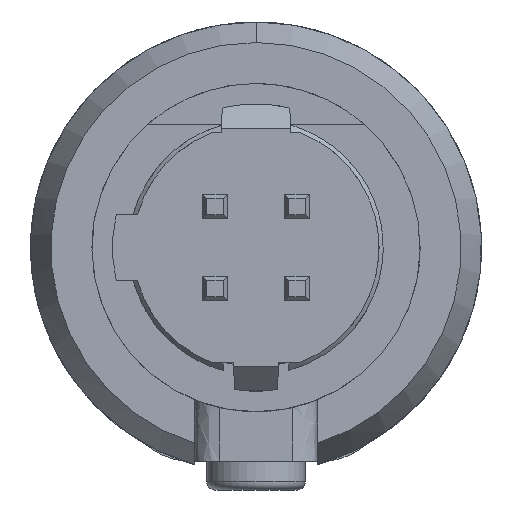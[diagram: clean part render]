
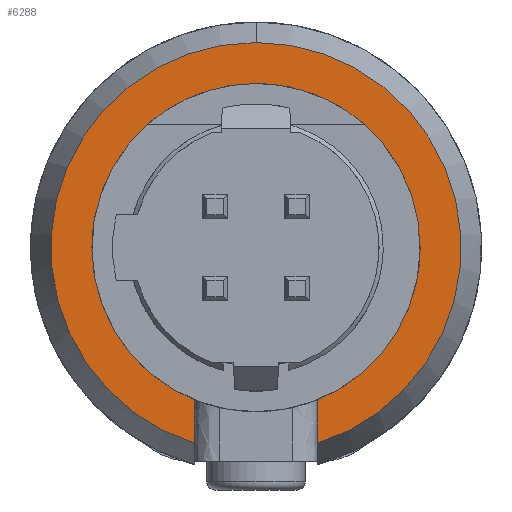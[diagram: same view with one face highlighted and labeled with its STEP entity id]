
A CAD part, front view. The second image highlights one B-rep face of the part: STEP entity #6288.
In plain terms, the highlighted planar face has unit normal (0, -1, 0).
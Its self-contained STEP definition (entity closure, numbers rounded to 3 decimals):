
#9 = ORIENTED_EDGE ( 'NONE', *, *, #5499, .T. ) ;
#270 = CARTESIAN_POINT ( 'NONE',  ( -2., 7.7, 0. ) ) ;
#341 = CARTESIAN_POINT ( 'NONE',  ( -1.909, 7.7, 0.636 ) ) ;
#407 = CARTESIAN_POINT ( 'NONE',  ( 2., 7.7, 0. ) ) ;
#418 = DIRECTION ( 'NONE',  ( 0., -1., 0. ) ) ;
#535 = CARTESIAN_POINT ( 'NONE',  ( 1.531, 7.7, 1.306 ) ) ;
#1238 = AXIS2_PLACEMENT_3D ( 'NONE', #18044, #12080, #1593 ) ;
#1271 = DIRECTION ( 'NONE',  ( 0., 0., -1. ) ) ;
#1471 = EDGE_CURVE ( 'NONE', #4511, #2750, #8085, .T. ) ;
#1522 = DIRECTION ( 'NONE',  ( 0., -1., 0. ) ) ;
#1593 = DIRECTION ( 'NONE',  ( 0., 0., 1. ) ) ;
#1976 = ORIENTED_EDGE ( 'NONE', *, *, #13499, .F. ) ;
#2110 = ORIENTED_EDGE ( 'NONE', *, *, #12313, .F. ) ;
#2253 = CARTESIAN_POINT ( 'NONE',  ( 1.531, 7.7, -1.306 ) ) ;
#2572 = VERTEX_POINT ( 'NONE', #15355 ) ;
#2750 = VERTEX_POINT ( 'NONE', #11916 ) ;
#2763 = EDGE_CURVE ( 'NONE', #2572, #5421, #11770, .T. ) ;
#3022 = EDGE_CURVE ( 'NONE', #5421, #7035, #3346, .T. ) ;
#3131 = CARTESIAN_POINT ( 'NONE',  ( -0.256, 7.7, 1.991 ) ) ;
#3248 = CARTESIAN_POINT ( 'NONE',  ( -1.753, 7.7, -0.989 ) ) ;
#3257 = CARTESIAN_POINT ( 'NONE',  ( 0.572, 7.7, 1.929 ) ) ;
#3275 = DIRECTION ( 'NONE',  ( 0., 0., -1. ) ) ;
#3314 = CARTESIAN_POINT ( 'NONE',  ( 0., 7.7, 2. ) ) ;
#3346 = LINE ( 'NONE', #10071, #15974 ) ;
#3772 = CIRCLE ( 'NONE', #8373, 2.5 ) ;
#4511 = VERTEX_POINT ( 'NONE', #5890 ) ;
#4761 = CARTESIAN_POINT ( 'NONE',  ( -0.984, 7.7, -1.749 ) ) ;
#4823 = CARTESIAN_POINT ( 'NONE',  ( -2., 7.7, -0.086 ) ) ;
#4828 = CARTESIAN_POINT ( 'NONE',  ( -1.254, 7.7, 1.574 ) ) ;
#4965 = CARTESIAN_POINT ( 'NONE',  ( 1.909, 7.7, 0.636 ) ) ;
#5421 = VERTEX_POINT ( 'NONE', #12881 ) ;
#5499 = EDGE_CURVE ( 'NONE', #2750, #16135, #3772, .T. ) ;
#5890 = CARTESIAN_POINT ( 'NONE',  ( 0.75, 7.7, -1.854 ) ) ;
#6050 = CARTESIAN_POINT ( 'NONE',  ( -2., 7.7, 0.086 ) ) ;
#6288 = ADVANCED_FACE ( 'NONE', ( #8269 ), #10677, .F. ) ;
#6365 = CARTESIAN_POINT ( 'NONE',  ( 0., 7.7, 2.5 ) ) ;
#6775 = B_SPLINE_CURVE_WITH_KNOTS ( 'NONE', 3,
 ( #17568, #12188, #3131, #18139, #13539, #4828, #9207, #12256, #341, #18078, #6050, #270 ),
 .UNSPECIFIED., .F., .F.,
 ( 4, 1, 1, 1, 1, 1, 1, 1, 1, 4 ),
 ( 0.003, 0.003, 0.004, 0.004, 0.004, 0.005, 0.005, 0.006, 0.006, 0.006 ),
 .UNSPECIFIED. ) ;
#7023 = CARTESIAN_POINT ( 'NONE',  ( 2., 7.7, -0.086 ) ) ;
#7035 = VERTEX_POINT ( 'NONE', #16775 ) ;
#7778 = CARTESIAN_POINT ( 'NONE',  ( -1.531, 7.7, -1.306 ) ) ;
#7981 = CARTESIAN_POINT ( 'NONE',  ( 2., 7.7, 0.086 ) ) ;
#8085 = LINE ( 'NONE', #16637, #16693 ) ;
#8269 = FACE_OUTER_BOUND ( 'NONE', #18942, .T. ) ;
#8373 = AXIS2_PLACEMENT_3D ( 'NONE', #8787, #1522, #19328 ) ;
#8527 = ORIENTED_EDGE ( 'NONE', *, *, #8793, .T. ) ;
#8541 = CARTESIAN_POINT ( 'NONE',  ( 1.986, 7.7, -0.301 ) ) ;
#8787 = CARTESIAN_POINT ( 'NONE',  ( 0., 7.7, 0. ) ) ;
#8793 = EDGE_CURVE ( 'NONE', #16135, #7035, #17530, .T. ) ;
#8893 = ORIENTED_EDGE ( 'NONE', *, *, #10105, .F. ) ;
#9043 = B_SPLINE_CURVE_WITH_KNOTS ( 'NONE', 3,
 ( #407, #7981, #9333, #4965, #9469, #535, #12457, #10712, #3257, #15282, #18399, #13680 ),
 .UNSPECIFIED., .F., .F.,
 ( 4, 1, 1, 1, 1, 1, 1, 1, 1, 4 ),
 ( 0., 0., 0.001, 0.001, 0.001, 0.002, 0.002, 0.003, 0.003, 0.003 ),
 .UNSPECIFIED. ) ;
#9207 = CARTESIAN_POINT ( 'NONE',  ( -1.531, 7.7, 1.306 ) ) ;
#9270 = DIRECTION ( 'NONE',  ( 0., 0., -1. ) ) ;
#9333 = CARTESIAN_POINT ( 'NONE',  ( 1.986, 7.7, 0.301 ) ) ;
#9393 = CARTESIAN_POINT ( 'NONE',  ( -0.809, 7.7, -1.83 ) ) ;
#9458 = CARTESIAN_POINT ( 'NONE',  ( -2., 7.7, 0. ) ) ;
#9469 = CARTESIAN_POINT ( 'NONE',  ( 1.753, 7.7, 0.989 ) ) ;
#9901 = CARTESIAN_POINT ( 'NONE',  ( 1.753, 7.7, -0.989 ) ) ;
#10071 = CARTESIAN_POINT ( 'NONE',  ( -0.75, 7.7, 0.395 ) ) ;
#10105 = EDGE_CURVE ( 'NONE', #15451, #18900, #9043, .T. ) ;
#10348 = ORIENTED_EDGE ( 'NONE', *, *, #3022, .F. ) ;
#10677 = PLANE ( 'NONE',  #1238 ) ;
#10712 = CARTESIAN_POINT ( 'NONE',  ( 0.93, 7.7, 1.784 ) ) ;
#10781 = ORIENTED_EDGE ( 'NONE', *, *, #1471, .T. ) ;
#10949 = CARTESIAN_POINT ( 'NONE',  ( -0.75, 7.7, -1.854 ) ) ;
#11320 = CARTESIAN_POINT ( 'NONE',  ( 1.254, 7.7, -1.574 ) ) ;
#11770 = B_SPLINE_CURVE_WITH_KNOTS ( 'NONE', 3,
 ( #9458, #4823, #12181, #15271, #3248, #7778, #12445, #4761, #9393, #10949 ),
 .UNSPECIFIED., .F., .F.,
 ( 4, 1, 1, 1, 1, 1, 1, 4 ),
 ( 0., 0., 0.001, 0.001, 0.001, 0.002, 0.002, 0.002 ),
 .UNSPECIFIED. ) ;
#11916 = CARTESIAN_POINT ( 'NONE',  ( 0.75, 7.7, -2.385 ) ) ;
#12080 = DIRECTION ( 'NONE',  ( 0., 1., 0. ) ) ;
#12181 = CARTESIAN_POINT ( 'NONE',  ( -1.986, 7.7, -0.301 ) ) ;
#12188 = CARTESIAN_POINT ( 'NONE',  ( -0.064, 7.7, 2. ) ) ;
#12256 = CARTESIAN_POINT ( 'NONE',  ( -1.753, 7.7, 0.989 ) ) ;
#12313 = EDGE_CURVE ( 'NONE', #4511, #15451, #16478, .T. ) ;
#12445 = CARTESIAN_POINT ( 'NONE',  ( -1.254, 7.7, -1.574 ) ) ;
#12457 = CARTESIAN_POINT ( 'NONE',  ( 1.254, 7.7, 1.574 ) ) ;
#12604 = AXIS2_PLACEMENT_3D ( 'NONE', #16724, #418, #3275 ) ;
#12749 = CARTESIAN_POINT ( 'NONE',  ( 0.984, 7.7, -1.749 ) ) ;
#12794 = ORIENTED_EDGE ( 'NONE', *, *, #2763, .F. ) ;
#12871 = CARTESIAN_POINT ( 'NONE',  ( 0.809, 7.7, -1.83 ) ) ;
#12881 = CARTESIAN_POINT ( 'NONE',  ( -0.75, 7.7, -1.854 ) ) ;
#13499 = EDGE_CURVE ( 'NONE', #18900, #2572, #6775, .T. ) ;
#13539 = CARTESIAN_POINT ( 'NONE',  ( -0.93, 7.7, 1.784 ) ) ;
#13680 = CARTESIAN_POINT ( 'NONE',  ( 0., 7.7, 2. ) ) ;
#13922 = CARTESIAN_POINT ( 'NONE',  ( 2., 7.7, 0. ) ) ;
#14167 = CARTESIAN_POINT ( 'NONE',  ( 0.75, 7.7, -1.854 ) ) ;
#15271 = CARTESIAN_POINT ( 'NONE',  ( -1.909, 7.7, -0.636 ) ) ;
#15282 = CARTESIAN_POINT ( 'NONE',  ( 0.256, 7.7, 1.991 ) ) ;
#15355 = CARTESIAN_POINT ( 'NONE',  ( -2., 7.7, 0. ) ) ;
#15451 = VERTEX_POINT ( 'NONE', #13922 ) ;
#15974 = VECTOR ( 'NONE', #1271, 1000. ) ;
#16135 = VERTEX_POINT ( 'NONE', #6365 ) ;
#16478 = B_SPLINE_CURVE_WITH_KNOTS ( 'NONE', 3,
 ( #14167, #12871, #12749, #11320, #2253, #9901, #18886, #8541, #7023, #17396 ),
 .UNSPECIFIED., .F., .F.,
 ( 4, 1, 1, 1, 1, 1, 1, 4 ),
 ( 0.004, 0.004, 0.004, 0.005, 0.005, 0.006, 0.006, 0.006 ),
 .UNSPECIFIED. ) ;
#16637 = CARTESIAN_POINT ( 'NONE',  ( 0.75, 7.7, 0.395 ) ) ;
#16693 = VECTOR ( 'NONE', #9270, 1000. ) ;
#16724 = CARTESIAN_POINT ( 'NONE',  ( 0., 7.7, 0. ) ) ;
#16775 = CARTESIAN_POINT ( 'NONE',  ( -0.75, 7.7, -2.385 ) ) ;
#17396 = CARTESIAN_POINT ( 'NONE',  ( 2., 7.7, 0. ) ) ;
#17530 = CIRCLE ( 'NONE', #12604, 2.5 ) ;
#17568 = CARTESIAN_POINT ( 'NONE',  ( 0., 7.7, 2. ) ) ;
#18044 = CARTESIAN_POINT ( 'NONE',  ( 0., 7.7, 2.5 ) ) ;
#18078 = CARTESIAN_POINT ( 'NONE',  ( -1.986, 7.7, 0.301 ) ) ;
#18139 = CARTESIAN_POINT ( 'NONE',  ( -0.572, 7.7, 1.929 ) ) ;
#18399 = CARTESIAN_POINT ( 'NONE',  ( 0.064, 7.7, 2. ) ) ;
#18886 = CARTESIAN_POINT ( 'NONE',  ( 1.909, 7.7, -0.636 ) ) ;
#18900 = VERTEX_POINT ( 'NONE', #3314 ) ;
#18942 = EDGE_LOOP ( 'NONE', ( #12794, #1976, #8893, #2110, #10781, #9, #8527, #10348 ) ) ;
#19328 = DIRECTION ( 'NONE',  ( 0., 0., -1. ) ) ;
